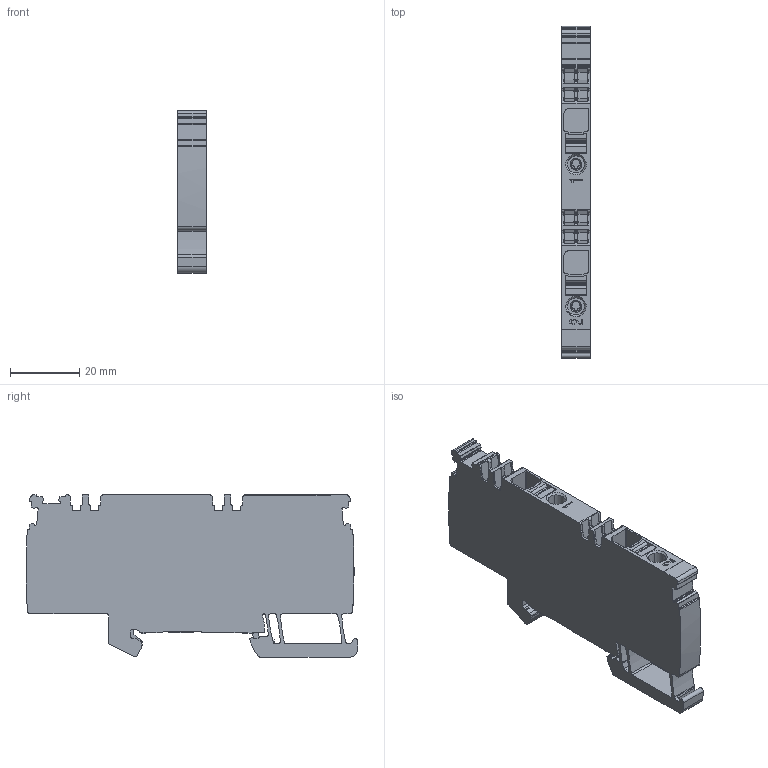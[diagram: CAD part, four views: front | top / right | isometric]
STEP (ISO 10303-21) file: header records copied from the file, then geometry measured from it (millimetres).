
FILE_DESCRIPTION(('CATIA V5R24 STEP','CAx-IF Rec.Pracs.--- Model Styling and Organization---1.2---2011-12-15'),'2;1');
FILE_NAME ('7828333_5', '2017-06-20T08:43:17+00:00', ('Weidmueller Interface'), ('Weidmueller'), 'CATIA Version 5-6 Release 2014 SP4 HF52', 'CATIA V5 STEP AP214', 'none');
FILE_SCHEMA(('AUTOMOTIVE_DESIGN { 1 0 10303 214 1 1 1 1 }'));
Length unit declared in the file: millimetre
Products named in the file (1): 1988270000_AAP13_6_FE-LO
Bounding box: 8.1 x 95.78 x 46.8 mm (x, y, z)
Volume: 26614.2 mm3; surface area: 13502.8 mm2
Topology: 11 solids, 11 shells, 786 faces, 2283 edges, 1531 vertices
Faces by surface type: plane 426, cylinder 280, extrusion 72, cone 8
Entity records: 27589 total; most frequent: CARTESIAN_POINT 6780, ORIENTED_EDGE 4566, DIRECTION 3400, EDGE_CURVE 2283, VECTOR 1607, LINE 1535, VERTEX_POINT 1531, AXIS2_PLACEMENT_3D 1192
